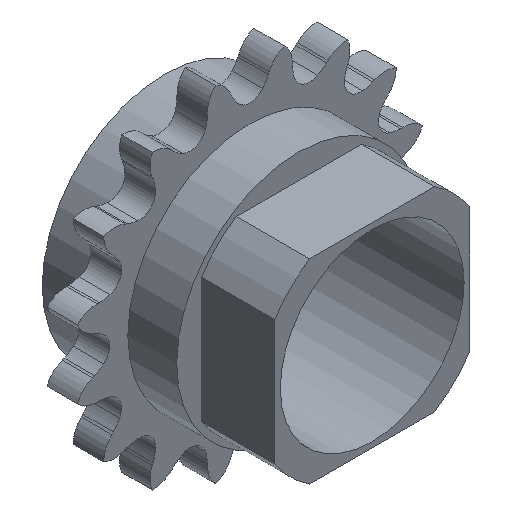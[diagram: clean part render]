
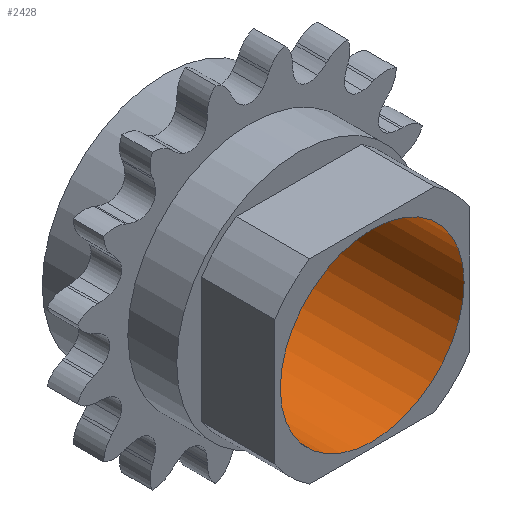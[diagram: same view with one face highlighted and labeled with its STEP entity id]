
A CAD part, isometric view. The second image highlights one B-rep face of the part: STEP entity #2428.
In plain terms, the highlighted cylindrical face has radius 9.55 mm (diameter 19.101 mm), a full revolution.
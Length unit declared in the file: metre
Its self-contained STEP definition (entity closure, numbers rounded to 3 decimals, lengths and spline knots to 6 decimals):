
#1111=ORIENTED_EDGE('',*,*,#1507,.T.);
#1112=ORIENTED_EDGE('',*,*,#1508,.F.);
#1507=EDGE_CURVE('',#1761,#1761,#1943,.T.);
#1508=EDGE_CURVE('',#1762,#1762,#1944,.T.);
#1761=VERTEX_POINT('',#4236);
#1762=VERTEX_POINT('',#4238);
#1943=CIRCLE('',#2732,0.00955);
#1944=CIRCLE('',#2733,0.00955);
#2071=EDGE_LOOP('',(#1111));
#2072=EDGE_LOOP('',(#1112));
#2207=FACE_BOUND('',#2071,.T.);
#2208=FACE_BOUND('',#2072,.T.);
#2307=CYLINDRICAL_SURFACE('',#2731,0.00955);
#2428=ADVANCED_FACE('',(#2207,#2208),#2307,.F.);
#2731=AXIS2_PLACEMENT_3D('',#4234,#3487,#3488);
#2732=AXIS2_PLACEMENT_3D('',#4235,#3489,#3490);
#2733=AXIS2_PLACEMENT_3D('',#4237,#3491,#3492);
#3487=DIRECTION('',(0.,1.,0.));
#3488=DIRECTION('',(0.,0.,1.));
#3489=DIRECTION('',(0.,-1.,0.));
#3490=DIRECTION('',(0.,0.,-1.));
#3491=DIRECTION('',(0.,-1.,0.));
#3492=DIRECTION('',(0.,0.,-1.));
#4234=CARTESIAN_POINT('',(0.,-0.008255,0.));
#4235=CARTESIAN_POINT('',(0.,-0.015875,0.));
#4236=CARTESIAN_POINT('',(0.,-0.015875,-0.00955));
#4237=CARTESIAN_POINT('',(0.,0.005715,0.));
#4238=CARTESIAN_POINT('',(0.,0.005715,-0.00955));
